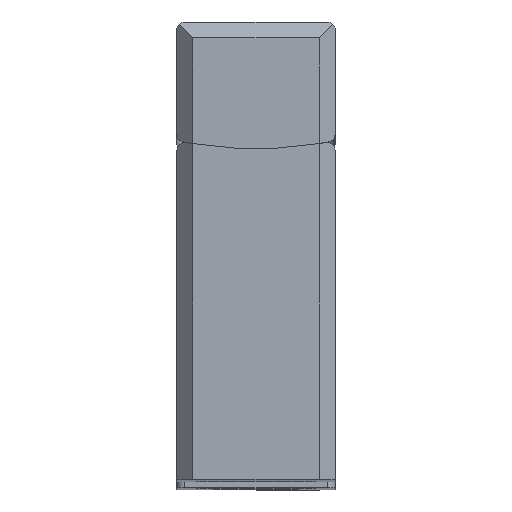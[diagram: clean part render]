
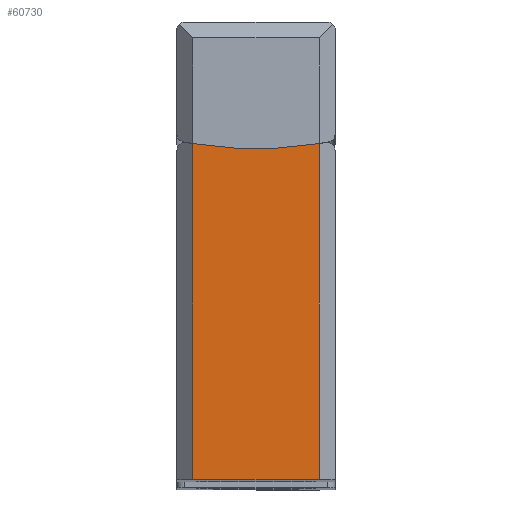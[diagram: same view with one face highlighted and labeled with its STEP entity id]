
A CAD part, top view. The second image highlights one B-rep face of the part: STEP entity #60730.
In plain terms, the highlighted planar face has unit normal (0, 0, 1).
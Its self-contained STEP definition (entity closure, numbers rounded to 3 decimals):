
#57670=CARTESIAN_POINT('',(-9.,-21.217,0.));
#57680=VERTEX_POINT('',#57670);
#57710=CARTESIAN_POINT('',(-5.,-45.895,0.));
#57720=DIRECTION('',(0.,0.,1.));
#57730=DIRECTION('',(-1.,0.,0.));
#57740=AXIS2_PLACEMENT_3D('',#57710,#57720,#57730);
#57750=CIRCLE('',#57740,25.);
#57760=CARTESIAN_POINT('',(-1.,-21.217,0.));
#57770=VERTEX_POINT('',#57760);
#57780=EDGE_CURVE('',#57770,#57680,#57750,.T.);
#59420=CARTESIAN_POINT('',(0.,0.,0.));
#59430=DIRECTION('',(-1.,0.,0.));
#59440=VECTOR('',#59430,1.);
#59450=LINE('',#59420,#59440);
#59460=CARTESIAN_POINT('',(-1.,0.,0.));
#59470=VERTEX_POINT('',#59460);
#59480=CARTESIAN_POINT('',(-9.,0.,
0.));
#59490=VERTEX_POINT('',#59480);
#59500=EDGE_CURVE('',#59470,#59490,#59450,.T.);
#60520=CARTESIAN_POINT('',(0.,0.,0.));
#60530=DIRECTION('',(0.,0.,1.));
#60540=DIRECTION('',(-1.,0.,0.));
#60550=AXIS2_PLACEMENT_3D('',#60520,#60530,#60540);
#60560=PLANE('',#60550);
#60570=CARTESIAN_POINT('',(-9.,-10.7,0.));
#60580=DIRECTION('',(0.,-1.,0.));
#60590=VECTOR('',#60580,1.);
#60600=LINE('',#60570,#60590);
#60610=EDGE_CURVE('',#59490,#57680,#60600,.T.);
#60620=ORIENTED_EDGE('',*,*,#60610,.T.);
#60630=ORIENTED_EDGE('',*,*,#59500,.T.);
#60640=CARTESIAN_POINT('',(-1.,-10.7,0.));
#60650=DIRECTION('',(0.,-1.,0.));
#60660=VECTOR('',#60650,1.);
#60670=LINE('',#60640,#60660);
#60680=EDGE_CURVE('',#59470,#57770,#60670,.T.);
#60690=ORIENTED_EDGE('',*,*,#60680,.F.);
#60700=ORIENTED_EDGE('',*,*,#57780,.F.);
#60710=EDGE_LOOP('',(#60700,#60690,#60630,#60620));
#60720=FACE_OUTER_BOUND('',#60710,.T.);
#60730=ADVANCED_FACE('',(#60720),#60560,.T.);
